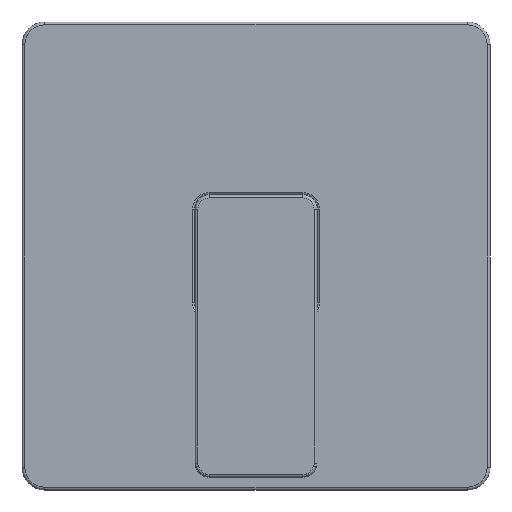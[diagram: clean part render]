
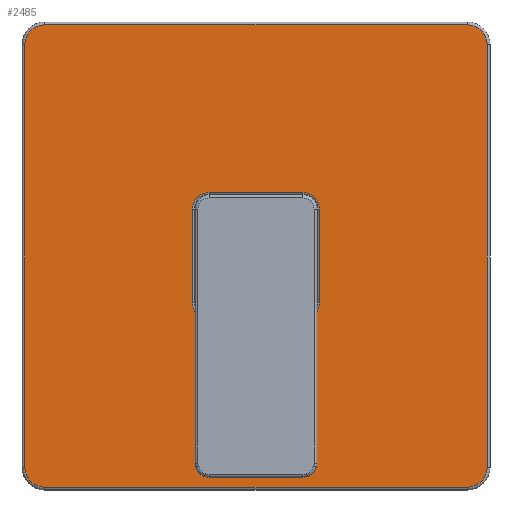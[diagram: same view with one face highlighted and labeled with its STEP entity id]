
A CAD part, front view. The second image highlights one B-rep face of the part: STEP entity #2485.
In plain terms, the highlighted planar face has unit normal (0, -1, 0).
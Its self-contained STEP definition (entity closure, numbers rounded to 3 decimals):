
#211=FACE_BOUND('',#461,.T.);
#232=PLANE('',#2755);
#290=FACE_OUTER_BOUND('',#460,.T.);
#460=EDGE_LOOP('',(#1784,#1785,#1786,#1787,#1788,#1789,#1790,#1791));
#461=EDGE_LOOP('',(#1792,#1793,#1794,#1795,#1796,#1797,#1798,#1799));
#657=LINE('',#3885,#806);
#658=LINE('',#3889,#807);
#659=LINE('',#3893,#808);
#660=LINE('',#3897,#809);
#661=LINE('',#3901,#810);
#662=LINE('',#3905,#811);
#663=LINE('',#3909,#812);
#664=LINE('',#3913,#813);
#806=VECTOR('',#3160,1000.);
#807=VECTOR('',#3163,1000.);
#808=VECTOR('',#3166,1000.);
#809=VECTOR('',#3169,1000.);
#810=VECTOR('',#3172,1000.);
#811=VECTOR('',#3175,1000.);
#812=VECTOR('',#3178,1000.);
#813=VECTOR('',#3181,1000.);
#932=CIRCLE('',#2756,7.);
#933=CIRCLE('',#2757,7.);
#934=CIRCLE('',#2758,7.);
#935=CIRCLE('',#2759,7.);
#936=CIRCLE('',#2760,5.8);
#937=CIRCLE('',#2761,5.8);
#938=CIRCLE('',#2762,5.8);
#939=CIRCLE('',#2763,5.8);
#1107=VERTEX_POINT('',#3883);
#1108=VERTEX_POINT('',#3884);
#1109=VERTEX_POINT('',#3886);
#1110=VERTEX_POINT('',#3888);
#1111=VERTEX_POINT('',#3890);
#1112=VERTEX_POINT('',#3892);
#1113=VERTEX_POINT('',#3894);
#1114=VERTEX_POINT('',#3896);
#1115=VERTEX_POINT('',#3899);
#1116=VERTEX_POINT('',#3900);
#1117=VERTEX_POINT('',#3902);
#1118=VERTEX_POINT('',#3904);
#1119=VERTEX_POINT('',#3906);
#1120=VERTEX_POINT('',#3908);
#1121=VERTEX_POINT('',#3910);
#1122=VERTEX_POINT('',#3912);
#1354=EDGE_CURVE('',#1107,#1108,#657,.T.);
#1355=EDGE_CURVE('',#1108,#1109,#932,.T.);
#1356=EDGE_CURVE('',#1109,#1110,#658,.T.);
#1357=EDGE_CURVE('',#1110,#1111,#933,.T.);
#1358=EDGE_CURVE('',#1111,#1112,#659,.T.);
#1359=EDGE_CURVE('',#1112,#1113,#934,.T.);
#1360=EDGE_CURVE('',#1113,#1114,#660,.T.);
#1361=EDGE_CURVE('',#1114,#1107,#935,.T.);
#1362=EDGE_CURVE('',#1115,#1116,#661,.T.);
#1363=EDGE_CURVE('',#1116,#1117,#936,.T.);
#1364=EDGE_CURVE('',#1117,#1118,#662,.T.);
#1365=EDGE_CURVE('',#1118,#1119,#937,.T.);
#1366=EDGE_CURVE('',#1119,#1120,#663,.T.);
#1367=EDGE_CURVE('',#1120,#1121,#938,.T.);
#1368=EDGE_CURVE('',#1121,#1122,#664,.T.);
#1369=EDGE_CURVE('',#1122,#1115,#939,.T.);
#1784=ORIENTED_EDGE('',*,*,#1354,.T.);
#1785=ORIENTED_EDGE('',*,*,#1355,.T.);
#1786=ORIENTED_EDGE('',*,*,#1356,.T.);
#1787=ORIENTED_EDGE('',*,*,#1357,.T.);
#1788=ORIENTED_EDGE('',*,*,#1358,.T.);
#1789=ORIENTED_EDGE('',*,*,#1359,.T.);
#1790=ORIENTED_EDGE('',*,*,#1360,.T.);
#1791=ORIENTED_EDGE('',*,*,#1361,.T.);
#1792=ORIENTED_EDGE('',*,*,#1362,.T.);
#1793=ORIENTED_EDGE('',*,*,#1363,.T.);
#1794=ORIENTED_EDGE('',*,*,#1364,.T.);
#1795=ORIENTED_EDGE('',*,*,#1365,.T.);
#1796=ORIENTED_EDGE('',*,*,#1366,.T.);
#1797=ORIENTED_EDGE('',*,*,#1367,.T.);
#1798=ORIENTED_EDGE('',*,*,#1368,.T.);
#1799=ORIENTED_EDGE('',*,*,#1369,.T.);
#2485=ADVANCED_FACE('',(#290,#211),#232,.T.);
#2755=AXIS2_PLACEMENT_3D('',#3882,#3158,#3159);
#2756=AXIS2_PLACEMENT_3D('',#3887,#3161,#3162);
#2757=AXIS2_PLACEMENT_3D('',#3891,#3164,#3165);
#2758=AXIS2_PLACEMENT_3D('',#3895,#3167,#3168);
#2759=AXIS2_PLACEMENT_3D('',#3898,#3170,#3171);
#2760=AXIS2_PLACEMENT_3D('',#3903,#3173,#3174);
#2761=AXIS2_PLACEMENT_3D('',#3907,#3176,#3177);
#2762=AXIS2_PLACEMENT_3D('',#3911,#3179,#3180);
#2763=AXIS2_PLACEMENT_3D('',#3914,#3182,#3183);
#3158=DIRECTION('center_axis',(0.,-1.,0.));
#3159=DIRECTION('ref_axis',(1.,0.,0.));
#3160=DIRECTION('',(1.,0.,0.));
#3161=DIRECTION('center_axis',(0.,-1.,0.));
#3162=DIRECTION('ref_axis',(1.,0.,0.));
#3163=DIRECTION('',(0.,0.,1.));
#3164=DIRECTION('center_axis',(0.,-1.,0.));
#3165=DIRECTION('ref_axis',(1.,0.,0.));
#3166=DIRECTION('',(-1.,0.,0.));
#3167=DIRECTION('center_axis',(0.,-1.,0.));
#3168=DIRECTION('ref_axis',(1.,0.,0.));
#3169=DIRECTION('',(0.,0.,-1.));
#3170=DIRECTION('center_axis',(0.,-1.,0.));
#3171=DIRECTION('ref_axis',(1.,0.,0.));
#3172=DIRECTION('',(0.,0.,-1.));
#3173=DIRECTION('center_axis',(0.,1.,0.));
#3174=DIRECTION('ref_axis',(1.,0.,0.));
#3175=DIRECTION('',(-1.,0.,0.));
#3176=DIRECTION('center_axis',(0.,1.,0.));
#3177=DIRECTION('ref_axis',(1.,0.,0.));
#3178=DIRECTION('',(0.,0.,1.));
#3179=DIRECTION('center_axis',(0.,1.,0.));
#3180=DIRECTION('ref_axis',(1.,0.,0.));
#3181=DIRECTION('',(1.,0.,0.));
#3182=DIRECTION('center_axis',(0.,1.,0.));
#3183=DIRECTION('ref_axis',(1.,0.,0.));
#3882=CARTESIAN_POINT('Origin',(0.,35.05,
2.05));
#3883=CARTESIAN_POINT('',(-74.5,35.05,-79.45));
#3884=CARTESIAN_POINT('',(74.5,35.05,-79.45));
#3885=CARTESIAN_POINT('',(74.5,35.05,-79.45));
#3886=CARTESIAN_POINT('',(81.5,35.05,-72.45));
#3887=CARTESIAN_POINT('Origin',(74.5,35.05,-72.45));
#3888=CARTESIAN_POINT('',(81.5,35.05,76.55));
#3889=CARTESIAN_POINT('',(81.5,35.05,76.55));
#3890=CARTESIAN_POINT('',(74.5,35.05,83.55));
#3891=CARTESIAN_POINT('Origin',(74.5,35.05,76.55));
#3892=CARTESIAN_POINT('',(-74.5,35.05,83.55));
#3893=CARTESIAN_POINT('',(-74.5,35.05,83.55));
#3894=CARTESIAN_POINT('',(-81.5,35.05,76.55));
#3895=CARTESIAN_POINT('Origin',(-74.5,35.05,76.55));
#3896=CARTESIAN_POINT('',(-81.5,35.05,-72.45));
#3897=CARTESIAN_POINT('',(-81.5,35.05,-72.45));
#3898=CARTESIAN_POINT('Origin',(-74.5,35.05,-72.45));
#3899=CARTESIAN_POINT('',(22.3,35.05,18.55));
#3900=CARTESIAN_POINT('',(22.3,35.05,-14.45));
#3901=CARTESIAN_POINT('',(22.3,35.05,-14.45));
#3902=CARTESIAN_POINT('',(16.5,35.05,-20.25));
#3903=CARTESIAN_POINT('Origin',(16.5,35.05,-14.45));
#3904=CARTESIAN_POINT('',(-16.5,35.05,-20.25));
#3905=CARTESIAN_POINT('',(-16.5,35.05,-20.25));
#3906=CARTESIAN_POINT('',(-22.3,35.05,-14.45));
#3907=CARTESIAN_POINT('Origin',(-16.5,35.05,-14.45));
#3908=CARTESIAN_POINT('',(-22.3,35.05,18.55));
#3909=CARTESIAN_POINT('',(-22.3,35.05,18.55));
#3910=CARTESIAN_POINT('',(-16.5,35.05,24.35));
#3911=CARTESIAN_POINT('Origin',(-16.5,35.05,18.55));
#3912=CARTESIAN_POINT('',(16.5,35.05,24.35));
#3913=CARTESIAN_POINT('',(16.5,35.05,24.35));
#3914=CARTESIAN_POINT('Origin',(16.5,35.05,18.55));
